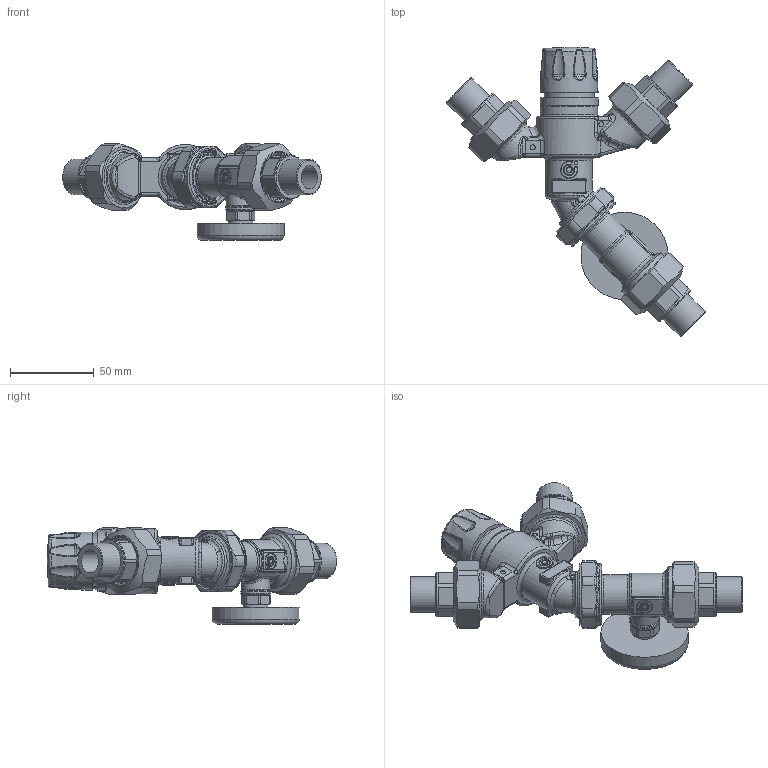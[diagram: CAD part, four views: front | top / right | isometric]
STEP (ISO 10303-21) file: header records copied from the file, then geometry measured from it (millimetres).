
FILE_DESCRIPTION(/* description */ (''),/* implementation_level */ '2;1');
FILE_NAME(/* name */ '520410A.stp',/* time_stamp */ '2025-07-08T11:39:49-05:00',/* author */ ('ischreiner'),/* organization */ (''),/* preprocessor_version */ 'ST-DEVELOPER v20',/* originating_system */ 'Autodesk Inventor 2024',/* authorisation */ '');
FILE_SCHEMA (('AUTOMOTIVE_DESIGN { 1 0 10303 214 3 1 1 }'));
Products named in the file (5): 520410A; 520051 body; F0002181 TP 0.5 male NPT; NA10358_Simplify_1; F61008 - 1 inch union nut
Assembly tree (8 placements, depth 2):
  520410A
    520051 body
    F0002181 TP 0.5 male NPT  x3
    F61008 - 1 inch union nut  x3
    NA10358_Simplify_1
Bounding box: 154.93 x 173.19 x 57.97 mm (x, y, z)
Volume: 240662.3 mm3; surface area: 70267.6 mm2
Topology: 12 solids, 12 shells, 1498 faces, 3441 edges, 1892 vertices
Faces by surface type: cylinder 455, bspline 404, plane 291, torus 160, sphere 112, cone 76
Full cylindrical faces by diameter (mm): 3 x2, 9.017 x1, 11.176 x1, 11.227 x1, 12.954 x1, 13.6 x1, 14 x3, 15.24 x1, 15.875 x1, 17 x1, 18 x1, 21.3 x3, 23.5 x1, 24 x1, 26.5 x3, 26.924 x3, 27.7 x1, 28 x2, 29.6 x1, 30 x3, 30.302 x3, 30.5 x1, 33.1 x4, 34.5 x1, 37 x2, 52.324 x1
Entity records: 75877 total; most frequent: CARTESIAN_POINT 46530, ORIENTED_EDGE 6148, DIRECTION 5651, EDGE_CURVE 3074, AXIS2_PLACEMENT_3D 2412, VERTEX_POINT 1739, EDGE_LOOP 1443, FACE_OUTER_BOUND 1394
